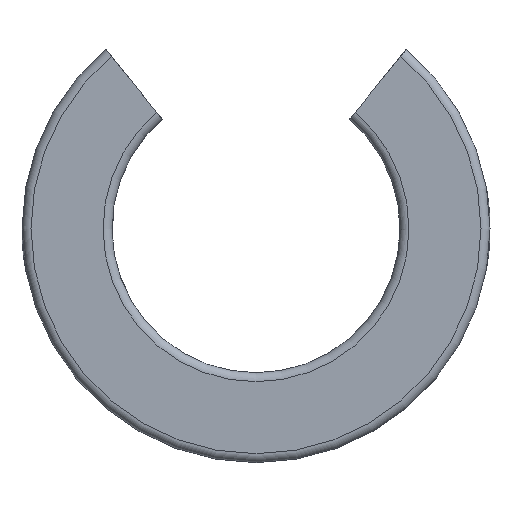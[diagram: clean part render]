
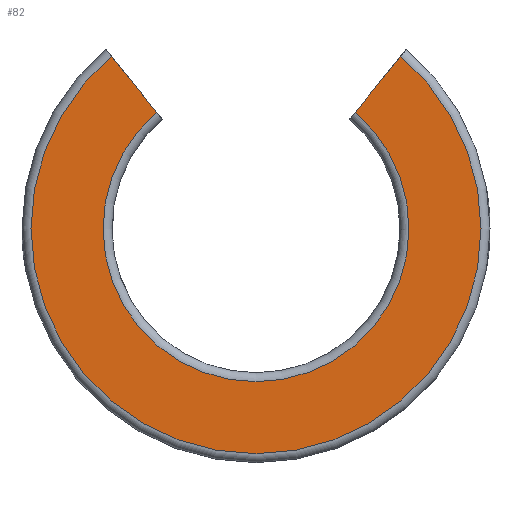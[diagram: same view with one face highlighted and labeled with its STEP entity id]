
A CAD part, left-side view. The second image highlights one B-rep face of the part: STEP entity #82.
In plain terms, the highlighted planar face has unit normal (-1, 0, 0).
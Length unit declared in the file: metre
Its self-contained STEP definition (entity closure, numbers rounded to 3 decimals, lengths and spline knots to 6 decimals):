
#82 = ADVANCED_FACE( '', ( #174 ), #175, .T. );
#174 = FACE_OUTER_BOUND( '', #271, .T. );
#175 = PLANE( '', #272 );
#271 = EDGE_LOOP( '', ( #431, #432, #433, #434 ) );
#272 = AXIS2_PLACEMENT_3D( '', #435, #436, #437 );
#431 = ORIENTED_EDGE( '', *, *, #616, .T. );
#432 = ORIENTED_EDGE( '', *, *, #642, .T. );
#433 = ORIENTED_EDGE( '', *, *, #619, .T. );
#434 = ORIENTED_EDGE( '', *, *, #643, .T. );
#435 = CARTESIAN_POINT( '', ( -0.018, 0., 0. ) );
#436 = DIRECTION( '', ( -1., 0., 0. ) );
#437 = DIRECTION( '', ( 0., -1., 0. ) );
#616 = EDGE_CURVE( '', #747, #745, #748, .F. );
#619 = EDGE_CURVE( '', #751, #752, #753, .T. );
#642 = EDGE_CURVE( '', #745, #751, #790, .T. );
#643 = EDGE_CURVE( '', #752, #747, #791, .T. );
#745 = VERTEX_POINT( '', #1083 );
#747 = VERTEX_POINT( '', #1090 );
#748 = CIRCLE( '', #1091, 0.0085 );
#751 = VERTEX_POINT( '', #1099 );
#752 = VERTEX_POINT( '', #1100 );
#753 = CIRCLE( '', #1101, 0.0125 );
#790 = LINE( '', #1156, #1157 );
#791 = LINE( '', #1158, #1159 );
#1083 = CARTESIAN_POINT( '', ( -0.018, 0.005515, 0.006468 ) );
#1090 = CARTESIAN_POINT( '', ( -0.018, -0.005515, 0.006468 ) );
#1091 = AXIS2_PLACEMENT_3D( '', #1287, #1288, #1289 );
#1099 = CARTESIAN_POINT( '', ( -0.018, 0.008033, 0.009577 ) );
#1100 = CARTESIAN_POINT( '', ( -0.018, -0.008033, 0.009577 ) );
#1101 = AXIS2_PLACEMENT_3D( '', #1290, #1291, #1292 );
#1156 = CARTESIAN_POINT( '', ( -0.018, 0.000167, -0.000135 ) );
#1157 = VECTOR( '', #1322, 1. );
#1158 = CARTESIAN_POINT( '', ( -0.018, -0.000167, -0.000135 ) );
#1159 = VECTOR( '', #1323, 1. );
#1287 = CARTESIAN_POINT( '', ( -0.018, 0., 0. ) );
#1288 = DIRECTION( '', ( -1., 0., 0. ) );
#1289 = DIRECTION( '', ( 0., -1., 0. ) );
#1290 = CARTESIAN_POINT( '', ( -0.018, 0., 0. ) );
#1291 = DIRECTION( '', ( -1., 0., 0. ) );
#1292 = DIRECTION( '', ( 0., -1., 0. ) );
#1322 = DIRECTION( '', ( 0., 0.629, 0.777 ) );
#1323 = DIRECTION( '', ( 0., 0.629, -0.777 ) );
